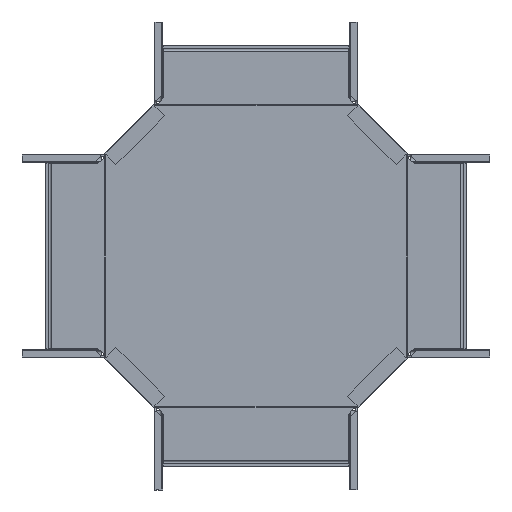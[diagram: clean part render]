
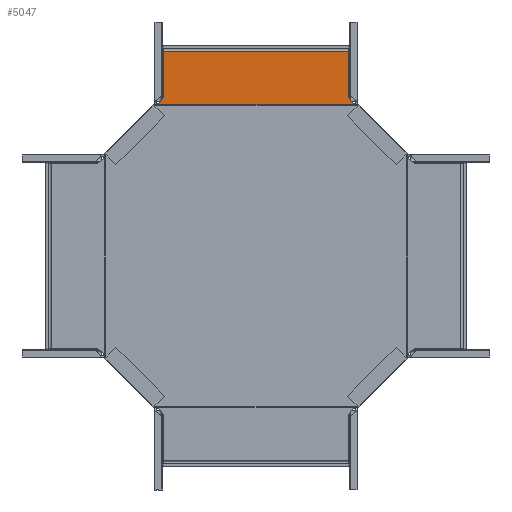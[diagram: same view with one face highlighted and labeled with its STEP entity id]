
A CAD part, front view. The second image highlights one B-rep face of the part: STEP entity #5047.
In plain terms, the highlighted planar face has unit normal (0, -1, 0).
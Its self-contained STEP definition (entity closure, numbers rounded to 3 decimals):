
#115 = CARTESIAN_POINT ( 'NONE',  ( 0., -2., 147.413 ) ) ;
#158 = CARTESIAN_POINT ( 'NONE',  ( 89.75, -2., 153.408 ) ) ;
#271 = CARTESIAN_POINT ( 'NONE',  ( -89.75, -2., 153.408 ) ) ;
#274 = EDGE_CURVE ( 'NONE', #2208, #4824, #2857, .T. ) ;
#339 = ORIENTED_EDGE ( 'NONE', *, *, #4339, .F. ) ;
#389 = CARTESIAN_POINT ( 'NONE',  ( -95.353, -2., 147.662 ) ) ;
#444 = DIRECTION ( 'NONE',  ( 0., 0., -1. ) ) ;
#592 = VERTEX_POINT ( 'NONE', #3396 ) ;
#616 = VECTOR ( 'NONE', #444, 1000. ) ;
#690 = CARTESIAN_POINT ( 'NONE',  ( 95.353, -2., 147.662 ) ) ;
#720 = CARTESIAN_POINT ( 'NONE',  ( 0., -2., -0.165 ) ) ;
#760 = CARTESIAN_POINT ( 'NONE',  ( -95.502, -2., 147.413 ) ) ;
#787 = EDGE_CURVE ( 'NONE', #2618, #3161, #4389, .T. ) ;
#937 = EDGE_CURVE ( 'NONE', #3161, #1700, #2450, .T. ) ;
#1020 = CARTESIAN_POINT ( 'NONE',  ( 89.75, -2., 153.408 ) ) ;
#1123 = EDGE_CURVE ( 'NONE', #1700, #4824, #2629, .T. ) ;
#1195 = PLANE ( 'NONE',  #5651 ) ;
#1587 = VERTEX_POINT ( 'NONE', #5453 ) ;
#1643 = EDGE_CURVE ( 'NONE', #2618, #1587, #2375, .T. ) ;
#1700 = VERTEX_POINT ( 'NONE', #3860 ) ;
#1729 = ORIENTED_EDGE ( 'NONE', *, *, #1643, .F. ) ;
#1756 = CARTESIAN_POINT ( 'NONE',  ( 89.75, -2., 153.408 ) ) ;
#1774 = EDGE_LOOP ( 'NONE', ( #2457, #4164, #3264, #3590, #2429, #339, #1729, #5060 ) ) ;
#1781 = LINE ( 'NONE', #1756, #616 ) ;
#1895 = DIRECTION ( 'NONE',  ( 0.707, 0., -0.707 ) ) ;
#1914 = B_SPLINE_CURVE_WITH_KNOTS ( 'NONE', 3,
 ( #3842, #2917, #690, #3007 ),
 .UNSPECIFIED., .F., .F.,
 ( 4, 4 ),
 ( 0.007, 0.008 ),
 .UNSPECIFIED. ) ;
#2208 = VERTEX_POINT ( 'NONE', #3017 ) ;
#2324 = DIRECTION ( 'NONE',  ( 1., 0., 0. ) ) ;
#2344 = CARTESIAN_POINT ( 'NONE',  ( -95.502, -2., 147.413 ) ) ;
#2375 = LINE ( 'NONE', #4155, #4601 ) ;
#2382 = DIRECTION ( 'NONE',  ( -1., 0., 0. ) ) ;
#2429 = ORIENTED_EDGE ( 'NONE', *, *, #3314, .F. ) ;
#2450 = LINE ( 'NONE', #271, #3039 ) ;
#2457 = ORIENTED_EDGE ( 'NONE', *, *, #937, .T. ) ;
#2618 = VERTEX_POINT ( 'NONE', #4829 ) ;
#2629 = B_SPLINE_CURVE_WITH_KNOTS ( 'NONE', 3,
 ( #3513, #5671, #389, #760 ),
 .UNSPECIFIED., .F., .F.,
 ( 4, 4 ),
 ( 0.007, 0.008 ),
 .UNSPECIFIED. ) ;
#2806 = VERTEX_POINT ( 'NONE', #1020 ) ;
#2857 = LINE ( 'NONE', #115, #4232 ) ;
#2870 = DIRECTION ( 'NONE',  ( -0.707, 0., -0.707 ) ) ;
#2913 = DIRECTION ( 'NONE',  ( 0., 0., -1. ) ) ;
#2917 = CARTESIAN_POINT ( 'NONE',  ( 95.187, -2., 147.9 ) ) ;
#3007 = CARTESIAN_POINT ( 'NONE',  ( 95.502, -2., 147.413 ) ) ;
#3017 = CARTESIAN_POINT ( 'NONE',  ( 95.502, -2., 147.413 ) ) ;
#3039 = VECTOR ( 'NONE', #2870, 1000. ) ;
#3161 = VERTEX_POINT ( 'NONE', #4921 ) ;
#3264 = ORIENTED_EDGE ( 'NONE', *, *, #274, .F. ) ;
#3314 = EDGE_CURVE ( 'NONE', #2806, #592, #5005, .T. ) ;
#3396 = CARTESIAN_POINT ( 'NONE',  ( 95.02, -2., 148.138 ) ) ;
#3513 = CARTESIAN_POINT ( 'NONE',  ( -95.02, -2., 148.138 ) ) ;
#3590 = ORIENTED_EDGE ( 'NONE', *, *, #4166, .F. ) ;
#3760 = VECTOR ( 'NONE', #1895, 1000. ) ;
#3842 = CARTESIAN_POINT ( 'NONE',  ( 95.02, -2., 148.138 ) ) ;
#3860 = CARTESIAN_POINT ( 'NONE',  ( -95.02, -2., 148.138 ) ) ;
#3869 = DIRECTION ( 'NONE',  ( 0., -1., 0. ) ) ;
#4155 = CARTESIAN_POINT ( 'NONE',  ( -7.203, -2., 198.823 ) ) ;
#4164 = ORIENTED_EDGE ( 'NONE', *, *, #1123, .T. ) ;
#4166 = EDGE_CURVE ( 'NONE', #592, #2208, #1914, .T. ) ;
#4232 = VECTOR ( 'NONE', #2382, 1000. ) ;
#4305 = FACE_OUTER_BOUND ( 'NONE', #1774, .T. ) ;
#4339 = EDGE_CURVE ( 'NONE', #1587, #2806, #1781, .T. ) ;
#4389 = LINE ( 'NONE', #5678, #5742 ) ;
#4419 = DIRECTION ( 'NONE',  ( 0., 0., -1. ) ) ;
#4601 = VECTOR ( 'NONE', #2324, 1000. ) ;
#4824 = VERTEX_POINT ( 'NONE', #2344 ) ;
#4829 = CARTESIAN_POINT ( 'NONE',  ( -89.75, -2., 198.823 ) ) ;
#4921 = CARTESIAN_POINT ( 'NONE',  ( -89.75, -2., 153.408 ) ) ;
#5005 = LINE ( 'NONE', #158, #3760 ) ;
#5047 = ADVANCED_FACE ( 'NONE', ( #4305 ), #1195, .T. ) ;
#5060 = ORIENTED_EDGE ( 'NONE', *, *, #787, .T. ) ;
#5453 = CARTESIAN_POINT ( 'NONE',  ( 89.75, -2., 198.823 ) ) ;
#5651 = AXIS2_PLACEMENT_3D ( 'NONE', #720, #3869, #2913 ) ;
#5671 = CARTESIAN_POINT ( 'NONE',  ( -95.187, -2., 147.9 ) ) ;
#5678 = CARTESIAN_POINT ( 'NONE',  ( -89.75, -2., 153.408 ) ) ;
#5742 = VECTOR ( 'NONE', #4419, 1000. ) ;
